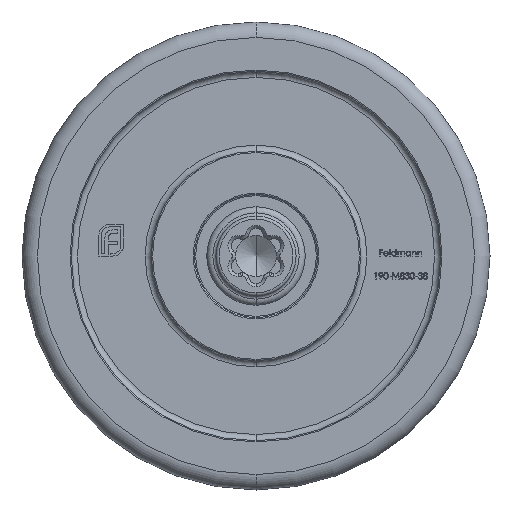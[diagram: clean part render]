
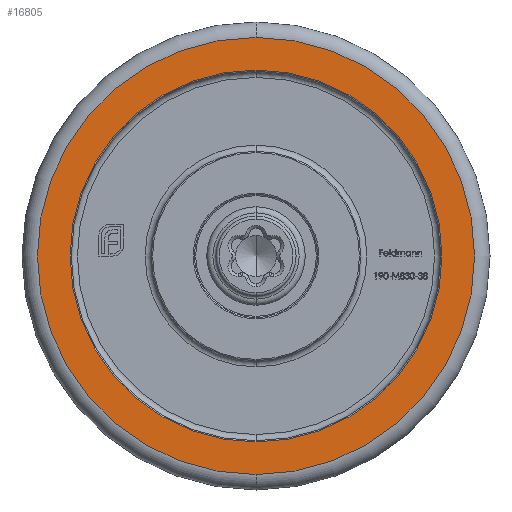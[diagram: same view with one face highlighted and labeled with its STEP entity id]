
A CAD part, front view. The second image highlights one B-rep face of the part: STEP entity #16805.
In plain terms, the highlighted planar face has unit normal (0, -1, 0).
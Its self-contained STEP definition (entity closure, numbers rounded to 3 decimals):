
#982 = VERTEX_POINT ( 'NONE', #6913 ) ;
#1159 = FACE_BOUND ( 'NONE', #12693, .T. ) ;
#1211 = DIRECTION ( 'NONE',  ( 0., -1., 0. ) ) ;
#2400 = CARTESIAN_POINT ( 'NONE',  ( 0., 0., 0. ) ) ;
#2873 = ORIENTED_EDGE ( 'NONE', *, *, #13255, .T. ) ;
#3452 = CARTESIAN_POINT ( 'NONE',  ( 0., 0., 17.75 ) ) ;
#3596 = AXIS2_PLACEMENT_3D ( 'NONE', #6286, #1211, #19983 ) ;
#3951 = ORIENTED_EDGE ( 'NONE', *, *, #14268, .T. ) ;
#4054 = CIRCLE ( 'NONE', #19066, 15.1 ) ;
#5421 = CIRCLE ( 'NONE', #20313, 17.75 ) ;
#5735 = CARTESIAN_POINT ( 'NONE',  ( 0., 0., 0. ) ) ;
#5968 = DIRECTION ( 'NONE',  ( 0., 0., -1. ) ) ;
#6200 = ORIENTED_EDGE ( 'NONE', *, *, #17610, .T. ) ;
#6286 = CARTESIAN_POINT ( 'NONE',  ( 19., 0., 0. ) ) ;
#6645 = CIRCLE ( 'NONE', #11851, 17.75 ) ;
#6741 = CARTESIAN_POINT ( 'NONE',  ( 0., 0., -15.1 ) ) ;
#6913 = CARTESIAN_POINT ( 'NONE',  ( 0., 0., 15.1 ) ) ;
#6958 = DIRECTION ( 'NONE',  ( 0., 0., -1. ) ) ;
#7417 = DIRECTION ( 'NONE',  ( 0., 0., -1. ) ) ;
#7601 = CARTESIAN_POINT ( 'NONE',  ( 0., 0., 0. ) ) ;
#9048 = DIRECTION ( 'NONE',  ( 0., 1., 0. ) ) ;
#9316 = DIRECTION ( 'NONE',  ( 0., -1., 0. ) ) ;
#10240 = AXIS2_PLACEMENT_3D ( 'NONE', #2400, #9048, #17511 ) ;
#11623 = VERTEX_POINT ( 'NONE', #3452 ) ;
#11851 = AXIS2_PLACEMENT_3D ( 'NONE', #20741, #17155, #6958 ) ;
#12079 = CIRCLE ( 'NONE', #10240, 15.1 ) ;
#12693 = EDGE_LOOP ( 'NONE', ( #2873, #18922 ) ) ;
#13255 = EDGE_CURVE ( 'NONE', #20457, #982, #12079, .T. ) ;
#14268 = EDGE_CURVE ( 'NONE', #17756, #11623, #5421, .T. ) ;
#14808 = PLANE ( 'NONE',  #3596 ) ;
#14902 = EDGE_LOOP ( 'NONE', ( #3951, #6200 ) ) ;
#15721 = DIRECTION ( 'NONE',  ( 0., 1., 0. ) ) ;
#15951 = CARTESIAN_POINT ( 'NONE',  ( 0., 0., -17.75 ) ) ;
#16317 = EDGE_CURVE ( 'NONE', #982, #20457, #4054, .T. ) ;
#16805 = ADVANCED_FACE ( 'NONE', ( #1159, #18615 ), #14808, .T. ) ;
#17155 = DIRECTION ( 'NONE',  ( 0., -1., 0. ) ) ;
#17511 = DIRECTION ( 'NONE',  ( 0., 0., -1. ) ) ;
#17610 = EDGE_CURVE ( 'NONE', #11623, #17756, #6645, .T. ) ;
#17756 = VERTEX_POINT ( 'NONE', #15951 ) ;
#18615 = FACE_OUTER_BOUND ( 'NONE', #14902, .T. ) ;
#18922 = ORIENTED_EDGE ( 'NONE', *, *, #16317, .T. ) ;
#19066 = AXIS2_PLACEMENT_3D ( 'NONE', #5735, #15721, #7417 ) ;
#19983 = DIRECTION ( 'NONE',  ( 0., 0., -1. ) ) ;
#20313 = AXIS2_PLACEMENT_3D ( 'NONE', #7601, #9316, #5968 ) ;
#20457 = VERTEX_POINT ( 'NONE', #6741 ) ;
#20741 = CARTESIAN_POINT ( 'NONE',  ( 0., 0., 0. ) ) ;
